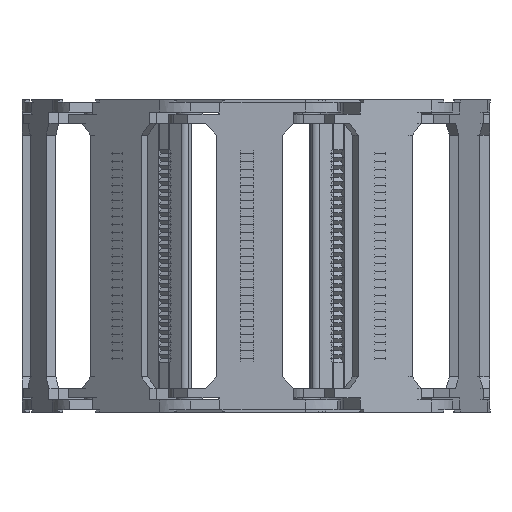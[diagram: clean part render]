
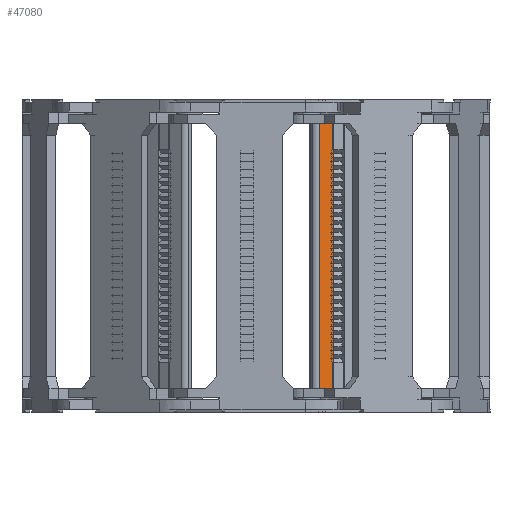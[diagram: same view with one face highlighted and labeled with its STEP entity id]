
A CAD part, left-side view. The second image highlights one B-rep face of the part: STEP entity #47080.
In plain terms, the highlighted planar face has unit normal (-0.823, -0.568, 0).
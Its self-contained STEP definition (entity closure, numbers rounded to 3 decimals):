
#4788 = LINE ( 'NONE', #101776, #140620 ) ;
#6941 = PLANE ( 'NONE',  #170349 ) ;
#11051 = ORIENTED_EDGE ( 'NONE', *, *, #30255, .F. ) ;
#14026 = CARTESIAN_POINT ( 'NONE',  ( -47.172, 41.505, 50.5 ) ) ;
#28396 = EDGE_CURVE ( 'NONE', #71331, #28880, #4788, .T. ) ;
#28880 = VERTEX_POINT ( 'NONE', #115085 ) ;
#30255 = EDGE_CURVE ( 'NONE', #28880, #161320, #120395, .T. ) ;
#47080 = ADVANCED_FACE ( 'NONE', ( #115715 ), #6941, .T. ) ;
#52133 = DIRECTION ( 'NONE',  ( 0., 0., 1. ) ) ;
#57487 = EDGE_CURVE ( 'NONE', #71331, #142406, #112182, .T. ) ;
#69238 = LINE ( 'NONE', #134834, #144515 ) ;
#71331 = VERTEX_POINT ( 'NONE', #95474 ) ;
#81432 = CARTESIAN_POINT ( 'NONE',  ( -50.809, 46.771, 50.5 ) ) ;
#91718 = ORIENTED_EDGE ( 'NONE', *, *, #28396, .F. ) ;
#95227 = VECTOR ( 'NONE', #52133, 1000. ) ;
#95474 = CARTESIAN_POINT ( 'NONE',  ( -47.172, 41.505, -50.5 ) ) ;
#98676 = DIRECTION ( 'NONE',  ( 0., 0., 1. ) ) ;
#99560 = CARTESIAN_POINT ( 'NONE',  ( -46.888, 41.093, -50.5 ) ) ;
#101776 = CARTESIAN_POINT ( 'NONE',  ( -52.712, 49.528, -50.5 ) ) ;
#112173 = ORIENTED_EDGE ( 'NONE', *, *, #57487, .T. ) ;
#112182 = LINE ( 'NONE', #166948, #141648 ) ;
#115085 = CARTESIAN_POINT ( 'NONE',  ( -50.809, 46.771, -50.5 ) ) ;
#115715 = FACE_OUTER_BOUND ( 'NONE', #142771, .T. ) ;
#120395 = LINE ( 'NONE', #175158, #95227 ) ;
#134834 = CARTESIAN_POINT ( 'NONE',  ( -50.809, 46.771, 50.5 ) ) ;
#135728 = DIRECTION ( 'NONE',  ( -0.568, 0.823, 0. ) ) ;
#140620 = VECTOR ( 'NONE', #154797, 1000. ) ;
#141648 = VECTOR ( 'NONE', #98676, 1000. ) ;
#142406 = VERTEX_POINT ( 'NONE', #14026 ) ;
#142771 = EDGE_LOOP ( 'NONE', ( #112173, #148602, #11051, #91718 ) ) ;
#144515 = VECTOR ( 'NONE', #135728, 1000. ) ;
#148602 = ORIENTED_EDGE ( 'NONE', *, *, #168937, .T. ) ;
#154797 = DIRECTION ( 'NONE',  ( -0.568, 0.823, 0. ) ) ;
#155225 = DIRECTION ( 'NONE',  ( 0., 0., -1. ) ) ;
#161320 = VERTEX_POINT ( 'NONE', #81432 ) ;
#166937 = DIRECTION ( 'NONE',  ( -0.823, -0.568, 0. ) ) ;
#166948 = CARTESIAN_POINT ( 'NONE',  ( -47.172, 41.505, -25.25 ) ) ;
#168937 = EDGE_CURVE ( 'NONE', #142406, #161320, #69238, .T. ) ;
#170349 = AXIS2_PLACEMENT_3D ( 'NONE', #99560, #166937, #155225 ) ;
#175158 = CARTESIAN_POINT ( 'NONE',  ( -50.809, 46.771, -50.5 ) ) ;
